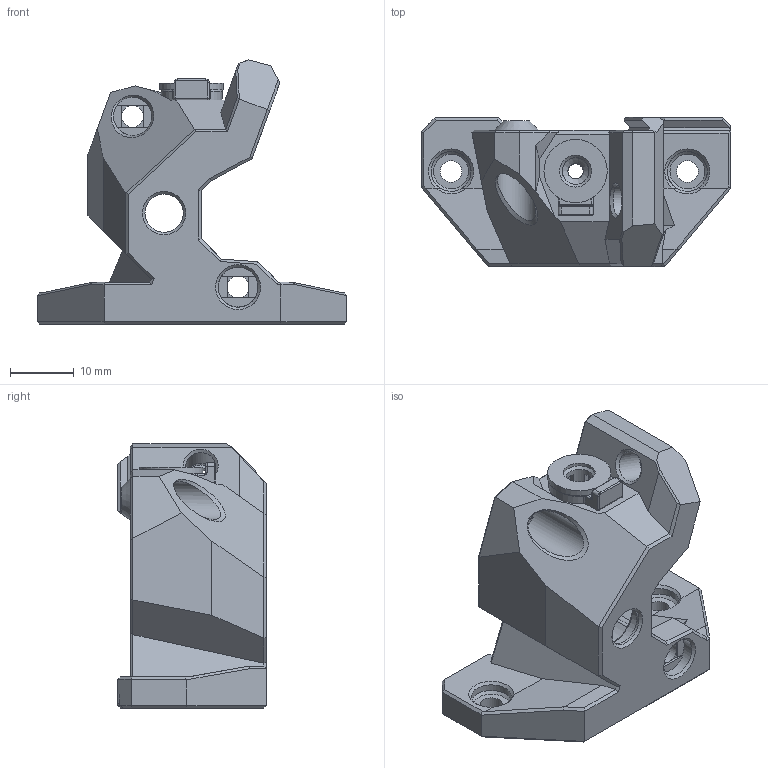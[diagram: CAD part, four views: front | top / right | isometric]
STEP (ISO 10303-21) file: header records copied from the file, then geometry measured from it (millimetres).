
FILE_DESCRIPTION(/* description */ (''),/* implementation_level */ '2;1');
FILE_NAME(/* name */ 'WWBMG_UM2.stp',/* time_stamp */ '2025-03-21T00:11:43+08:00',/* author */ (''),/* organization */ (''),/* preprocessor_version */ 'ST-DEVELOPER v19.4',/* originating_system */ 'SIEMENS PLM Software NX2306.3001',/* authorisation */ '');
FILE_SCHEMA (('AUTOMOTIVE_DESIGN { 1 0 10303 214 3 1 1 1 }'));
Length unit declared in the file: millimetre
Products named in the file (3): UM2_Clip_1.8mm; Fitting_PTFE_UM2; WWBMG_UM2
Assembly tree (2 placements, depth 2):
  WWBMG_UM2
    Fitting_PTFE_UM2
    UM2_Clip_1.8mm
Bounding box: 48.44 x 23.3 x 41.37 mm (x, y, z)
Volume: 13012.7 mm3; surface area: 7277.8 mm2
Topology: 3 solids, 3 shells, 385 faces, 997 edges, 613 vertices
Faces by surface type: plane 227, cylinder 82, cone 45, torus 18, sphere 8, bspline 5
Full cylindrical faces by diameter (mm): 2.4 x2, 3.4 x5, 4.2 x3, 4.7 x1, 5 x1, 5.8 x1, 6 x2, 6.25 x3, 8.2 x1, 9.9 x1
Entity records: 12259 total; most frequent: CARTESIAN_POINT 2900, ORIENTED_EDGE 1948, DIRECTION 1906, EDGE_CURVE 974, LINE 642, VECTOR 642, AXIS2_PLACEMENT_3D 632, VERTEX_POINT 608
